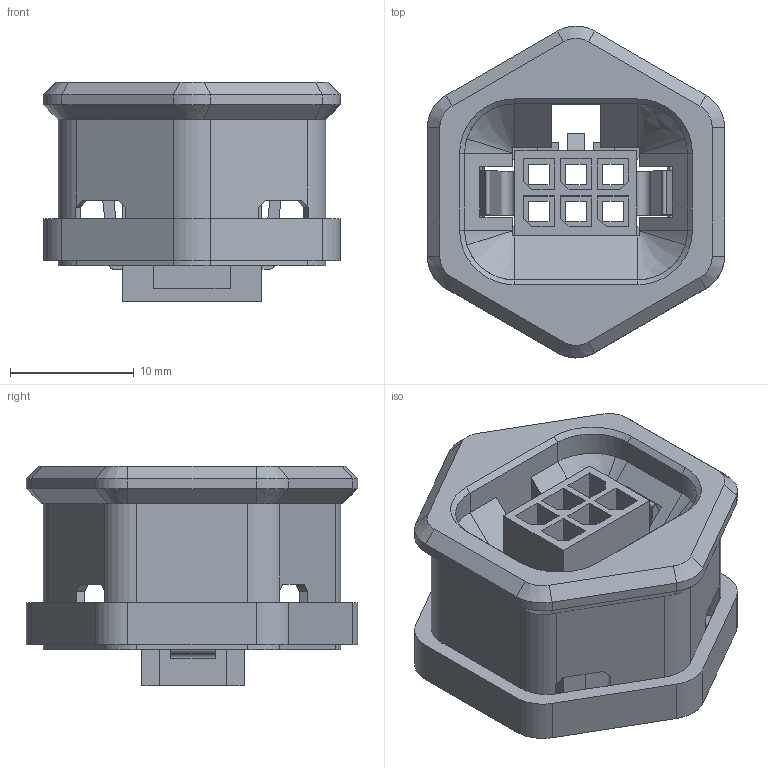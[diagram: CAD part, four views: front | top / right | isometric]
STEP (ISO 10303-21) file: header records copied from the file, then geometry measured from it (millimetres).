
FILE_DESCRIPTION(/* description */ (''),/* implementation_level */ '2;1');
FILE_SCHEMA (('AUTOMOTIVE_DESIGN { 1 0 10303 214 3 1 1 }'));
Length unit declared in the file: millimetre
Products named in the file (4): microfit_2x6_skirt_connector_adxl; microfit_2x6_skirt_connector_adxl_base; microfit_2x6_skirt_connector_adxl_lock; 430200608 v1 (1)
Assembly tree (3 placements, depth 2):
  microfit_2x6_skirt_connector_adxl
    microfit_2x6_skirt_connector_adxl_base
    microfit_2x6_skirt_connector_adxl_lock
    430200608 v1 (1)
Bounding box: 24 x 26.78 x 17.7 mm (x, y, z)
Volume: 3863.2 mm3; surface area: 5275 mm2
Topology: 3 solids, 3 shells, 382 faces, 1033 edges, 666 vertices
Faces by surface type: plane 295, cylinder 53, cone 30, bspline 4
Entity records: 12088 total; most frequent: CARTESIAN_POINT 2252, ORIENTED_EDGE 2066, DIRECTION 1935, EDGE_CURVE 1033, LINE 861, VECTOR 861, VERTEX_POINT 666, AXIS2_PLACEMENT_3D 537
